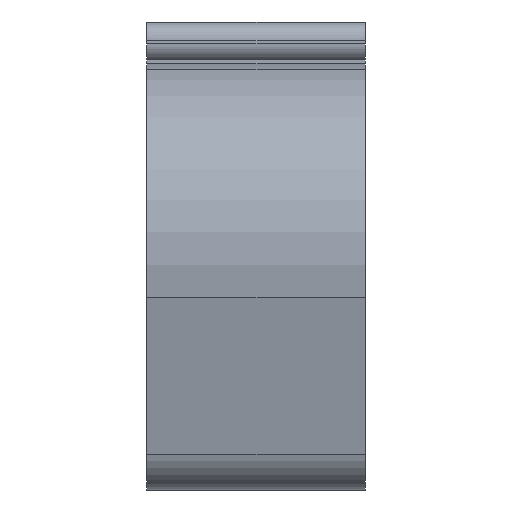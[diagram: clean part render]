
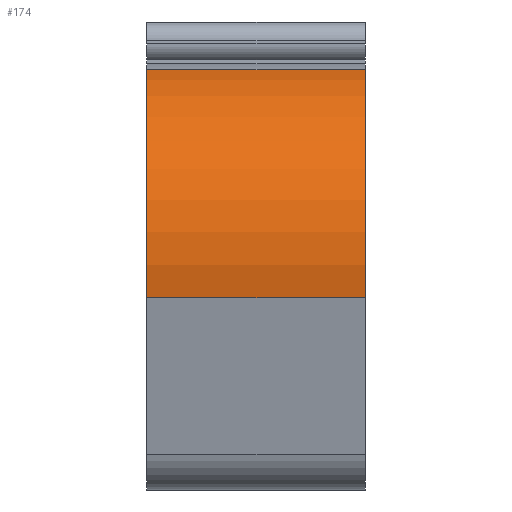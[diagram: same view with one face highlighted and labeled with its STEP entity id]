
A CAD part, left-side view. The second image highlights one B-rep face of the part: STEP entity #174.
In plain terms, the highlighted cylindrical face has radius 15.8 mm (diameter 31.6 mm), a partial arc.
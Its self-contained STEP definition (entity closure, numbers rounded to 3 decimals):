
#147=AXIS2_PLACEMENT_3D('Cylinder Axis2P3D',#144,#145,#146) ;
#160=AXIS2_PLACEMENT_3D('Circle Axis2P3D',#158,#159,$) ;
#165=AXIS2_PLACEMENT_3D('Circle Axis2P3D',#163,#164,$) ;
#85=CARTESIAN_POINT('Line Origine',(-0.615,9.,15.885)) ;
#89=CARTESIAN_POINT('Vertex',(-0.615,18.,15.885)) ;
#91=CARTESIAN_POINT('Vertex',(-0.615,0.,15.885)) ;
#144=CARTESIAN_POINT('Axis2P3D Location',(14.8,9.,19.354)) ;
#149=CARTESIAN_POINT('Line Origine',(11.008,9.,34.692)) ;
#153=CARTESIAN_POINT('Vertex',(11.008,18.,34.692)) ;
#155=CARTESIAN_POINT('Vertex',(11.008,0.,34.692)) ;
#158=CARTESIAN_POINT('Axis2P3D Location',(14.8,18.,19.354)) ;
#163=CARTESIAN_POINT('Axis2P3D Location',(14.8,0.,19.354)) ;
#86=DIRECTION('Vector Direction',(0.,-1.,0.)) ;
#145=DIRECTION('Axis2P3D Direction',(0.,-1.,0.)) ;
#146=DIRECTION('Axis2P3D XDirection',(-0.24,0.,0.971)) ;
#150=DIRECTION('Vector Direction',(0.,-1.,0.)) ;
#159=DIRECTION('Axis2P3D Direction',(0.,-1.,0.)) ;
#164=DIRECTION('Axis2P3D Direction',(0.,-1.,0.)) ;
#87=VECTOR('Line Direction',#86,1.) ;
#151=VECTOR('Line Direction',#150,1.) ;
#169=ORIENTED_EDGE('',*,*,#157,.F.) ;
#170=ORIENTED_EDGE('',*,*,#162,.T.) ;
#171=ORIENTED_EDGE('',*,*,#93,.T.) ;
#172=ORIENTED_EDGE('',*,*,#167,.F.) ;
#174=ADVANCED_FACE('S3D - gedreht',(#173),#148,.T.) ;
#161=CIRCLE('generated circle',#160,15.8) ;
#166=CIRCLE('generated circle',#165,15.8) ;
#148=CYLINDRICAL_SURFACE('generated cylinder',#147,15.8) ;
#93=EDGE_CURVE('',#90,#92,#88,.T.) ;
#157=EDGE_CURVE('',#154,#156,#152,.T.) ;
#162=EDGE_CURVE('',#154,#90,#161,.T.) ;
#167=EDGE_CURVE('',#156,#92,#166,.T.) ;
#168=EDGE_LOOP('',(#169,#170,#171,#172)) ;
#173=FACE_OUTER_BOUND('',#168,.T.) ;
#88=LINE('Line',#85,#87) ;
#152=LINE('Line',#149,#151) ;
#90=VERTEX_POINT('',#89) ;
#92=VERTEX_POINT('',#91) ;
#154=VERTEX_POINT('',#153) ;
#156=VERTEX_POINT('',#155) ;
